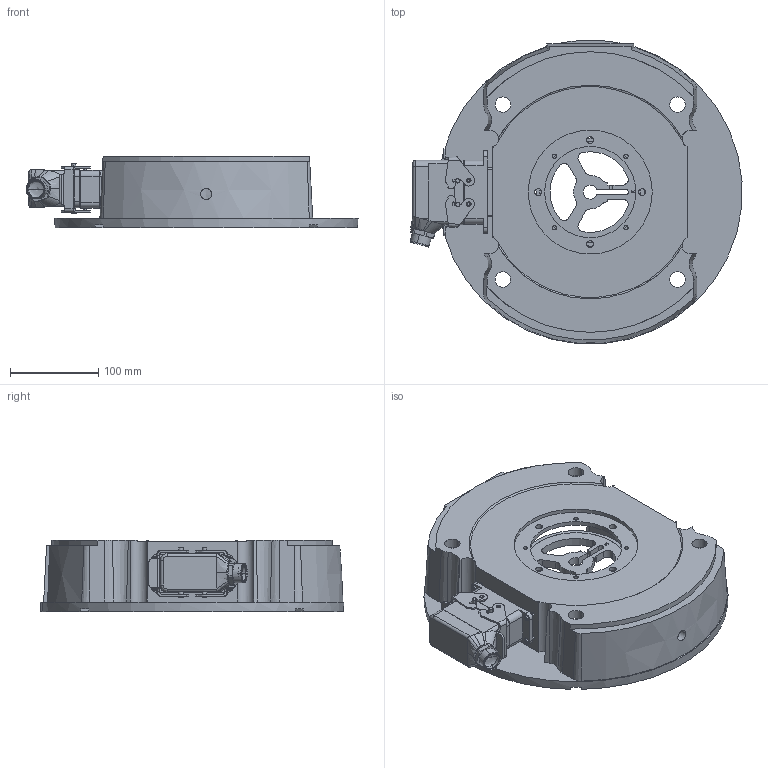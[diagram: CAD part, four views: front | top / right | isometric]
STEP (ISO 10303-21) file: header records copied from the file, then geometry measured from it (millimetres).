
FILE_DESCRIPTION((''),'2;1');
FILE_NAME('RIM1250-SINGLE','2011-03-10T',('abhishek.jadhav'),(''),'PRO/ENGINEER BY PARAMETRIC TECHNOLOGY CORPORATION, 2007030','PRO/ENGINEER BY PARAMETRIC TECHNOLOGY CORPORATION, 2007030','');
FILE_SCHEMA(('CONFIG_CONTROL_DESIGN'));
Length unit declared in the file: inch
Products named in the file (1): RIM1250-SINGLE
Bounding box: 375.45 x 343.1 x 80.82 mm (x, y, z)
Volume: 1861169.1 mm3; surface area: 431485.1 mm2
Topology: 5 solids, 5 shells, 732 faces, 2003 edges, 1304 vertices
Faces by surface type: plane 328, cylinder 293, cone 41, bspline 38, extrusion 18, revolution 8, torus 6
Entity records: 28592 total; most frequent: CARTESIAN_POINT 9970, ORIENTED_EDGE 3982, DIRECTION 3683, EDGE_CURVE 1991, VERTEX_POINT 1304, AXIS2_PLACEMENT_3D 1276, VECTOR 1123, LINE 1105
